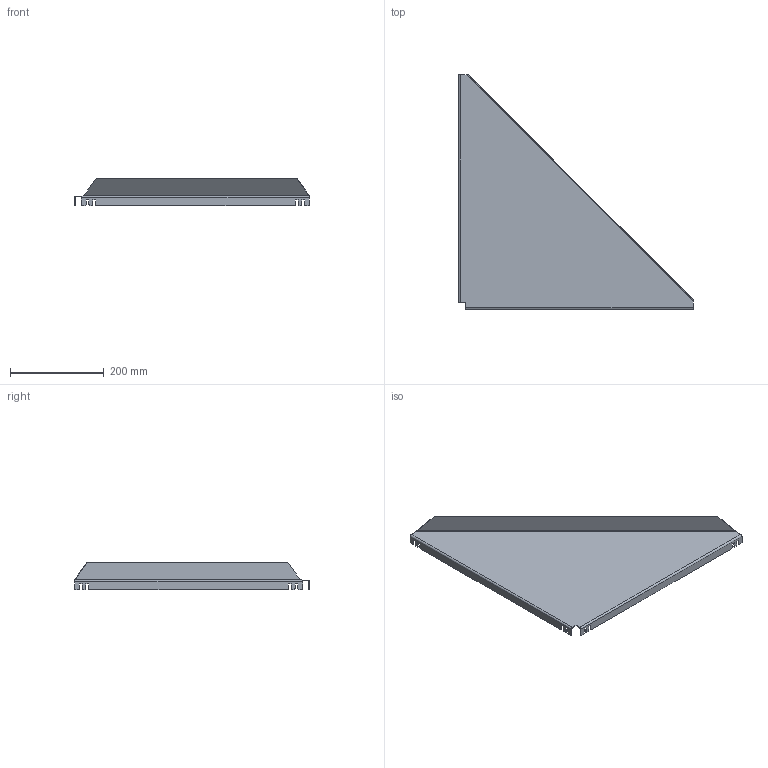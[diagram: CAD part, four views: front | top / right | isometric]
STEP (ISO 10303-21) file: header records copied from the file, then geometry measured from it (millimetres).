
FILE_DESCRIPTION((''),'2;1');
FILE_NAME('6221259','2013-09-18T',('AndreasKeweloh'),(''),'PRO/ENGINEER BY PARAMETRIC TECHNOLOGY CORPORATION, 2012360','PRO/ENGINEER BY PARAMETRIC TECHNOLOGY CORPORATION, 2012360','');
FILE_SCHEMA(('CONFIG_CONTROL_DESIGN'));
Length unit declared in the file: millimetre
Products named in the file (1): 6221259
Bounding box: 499.83 x 499.83 x 57.76 mm (x, y, z)
Volume: 261761.6 mm3; surface area: 352009.8 mm2
Topology: 1 solids, 1 shells, 83 faces, 219 edges, 138 vertices
Faces by surface type: plane 57, cylinder 24, bspline 2
Entity records: 2625 total; most frequent: CARTESIAN_POINT 516, ORIENTED_EDGE 438, DIRECTION 421, EDGE_CURVE 219, VECTOR 171, LINE 171, VERTEX_POINT 138, AXIS2_PLACEMENT_3D 125
